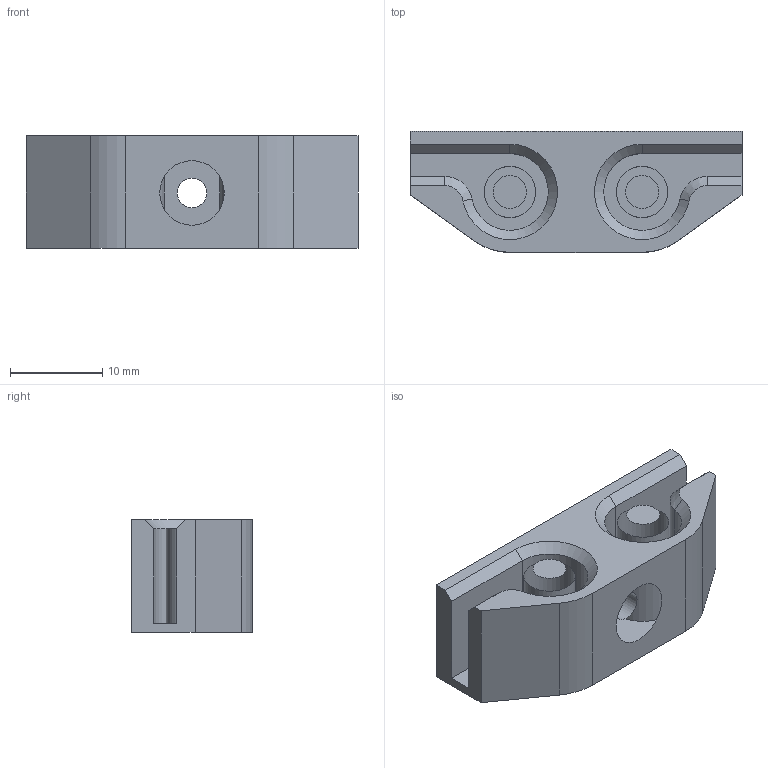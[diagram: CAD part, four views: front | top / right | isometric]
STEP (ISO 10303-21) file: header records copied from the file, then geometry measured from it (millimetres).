
FILE_DESCRIPTION(/* description */ (''),/* implementation_level */ '2;1');
FILE_NAME(/* name */ 'V05-01-01-02-03 - Belt mount.step',/* time_stamp */ '2021-07-20T04:05:24+03:00',/* author */ (''),/* organization */ (''),/* preprocessor_version */ 'ST-DEVELOPER v18.1',/* originating_system */ 'Autodesk Translation Framework v10.9.0.1377',/* authorisation */ '');
FILE_SCHEMA (('AUTOMOTIVE_DESIGN { 1 0 10303 214 3 1 1 }'));
Length unit declared in the file: millimetre
Products named in the file (1): V05-01-01-02-03 - Belt mount
Bounding box: 36 x 13.1 x 12.2 mm (x, y, z)
Volume: 3726.8 mm3; surface area: 3145.8 mm2
Topology: 1 solids, 1 shells, 36 faces, 88 edges, 56 vertices
Faces by surface type: plane 20, cylinder 9, cone 7
Full cylindrical faces by diameter (mm): 3.2 x1, 5.583 x2
Entity records: 1098 total; most frequent: DIRECTION 188, CARTESIAN_POINT 181, ORIENTED_EDGE 176, EDGE_CURVE 88, AXIS2_PLACEMENT_3D 63, LINE 62, VECTOR 62, VERTEX_POINT 56
